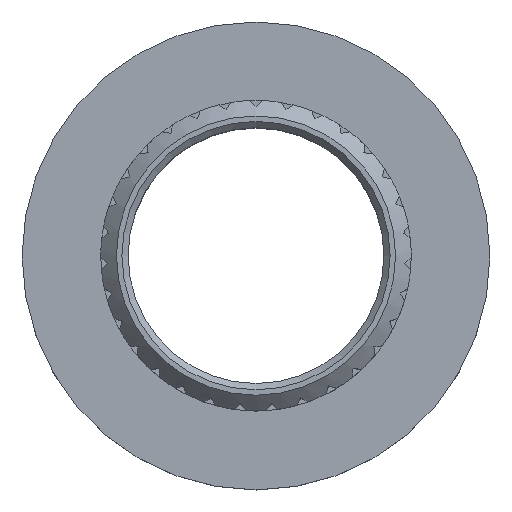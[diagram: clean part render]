
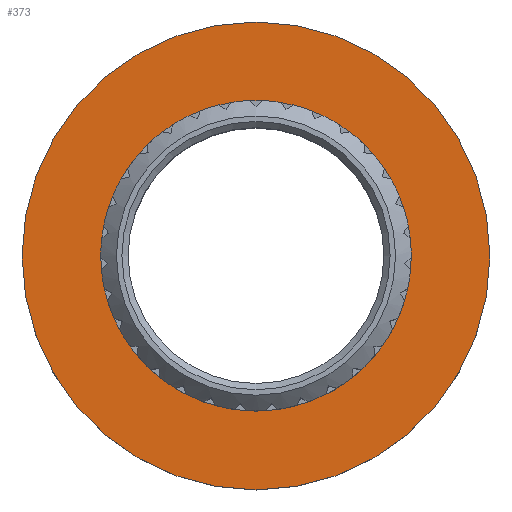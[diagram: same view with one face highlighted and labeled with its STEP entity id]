
A CAD part, top view. The second image highlights one B-rep face of the part: STEP entity #373.
In plain terms, the highlighted planar face has unit normal (0, 0, 1).
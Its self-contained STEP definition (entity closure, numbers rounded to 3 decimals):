
#373 = ADVANCED_FACE( '', ( #770, #771 ), #772, .F. );
#770 = FACE_BOUND( '', #1185, .T. );
#771 = FACE_OUTER_BOUND( '', #1186, .T. );
#772 = PLANE( '', #1187 );
#1185 = EDGE_LOOP( '', ( #2090 ) );
#1186 = EDGE_LOOP( '', ( #2091 ) );
#1187 = AXIS2_PLACEMENT_3D( '', #2092, #2093, #2094 );
#2090 = ORIENTED_EDGE( '', *, *, #2826, .T. );
#2091 = ORIENTED_EDGE( '', *, *, #2718, .F. );
#2092 = CARTESIAN_POINT( '', ( 0., 0., 2. ) );
#2093 = DIRECTION( '', ( 0., 0., -1. ) );
#2094 = DIRECTION( '', ( -1., 0., 0. ) );
#2718 = EDGE_CURVE( '', #3332, #3332, #3333, .T. );
#2826 = EDGE_CURVE( '', #3468, #3468, #3469, .T. );
#3332 = VERTEX_POINT( '', #4340 );
#3333 = CIRCLE( '', #4341, 7.5 );
#3468 = VERTEX_POINT( '', #4622 );
#3469 = CIRCLE( '', #4623, 4.974 );
#4340 = CARTESIAN_POINT( '', ( 7.5, 0., 2. ) );
#4341 = AXIS2_PLACEMENT_3D( '', #4954, #4955, #4956 );
#4622 = CARTESIAN_POINT( '', ( 4.974, 0., 2. ) );
#4623 = AXIS2_PLACEMENT_3D( '', #5009, #5010, #5011 );
#4954 = CARTESIAN_POINT( '', ( 0., 0., 2. ) );
#4955 = DIRECTION( '', ( 0., 0., -1. ) );
#4956 = DIRECTION( '', ( 1., 0., 0. ) );
#5009 = CARTESIAN_POINT( '', ( 0., 0., 2. ) );
#5010 = DIRECTION( '', ( 0., 0., -1. ) );
#5011 = DIRECTION( '', ( 1., 0., 0. ) );
